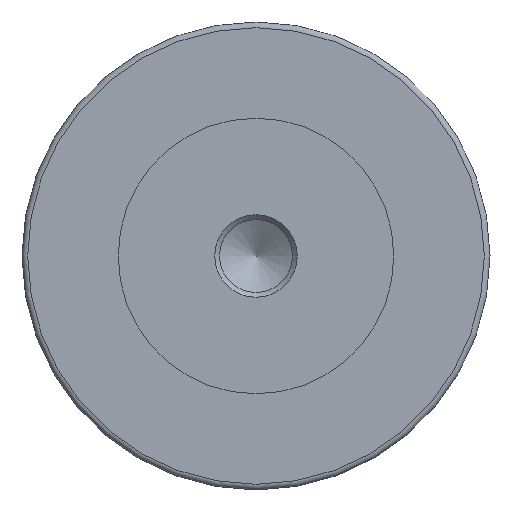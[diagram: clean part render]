
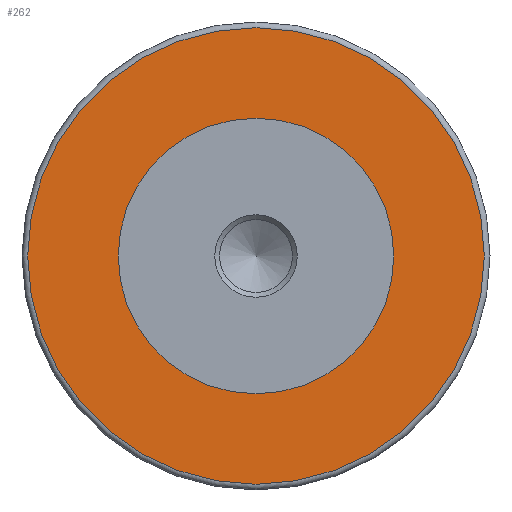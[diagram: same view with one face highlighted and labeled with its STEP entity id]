
A CAD part, left-side view. The second image highlights one B-rep face of the part: STEP entity #262.
In plain terms, the highlighted planar face has unit normal (-1, 0, 0).
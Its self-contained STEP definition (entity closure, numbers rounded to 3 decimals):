
#262 = ADVANCED_FACE( '', ( #483, #484 ), #485, .T. );
#483 = FACE_BOUND( '', #694, .T. );
#484 = FACE_OUTER_BOUND( '', #695, .T. );
#485 = PLANE( '', #696 );
#694 = EDGE_LOOP( '', ( #1001 ) );
#695 = EDGE_LOOP( '', ( #1002 ) );
#696 = AXIS2_PLACEMENT_3D( '', #1003, #1004, #1005 );
#1001 = ORIENTED_EDGE( '', *, *, #1253, .T. );
#1002 = ORIENTED_EDGE( '', *, *, #1153, .F. );
#1003 = CARTESIAN_POINT( '', ( 0., 43.9, 0. ) );
#1004 = DIRECTION( '', ( -1., 0., 0. ) );
#1005 = DIRECTION( '', ( 0., 0., 1. ) );
#1153 = EDGE_CURVE( '', #1290, #1290, #1291, .T. );
#1253 = EDGE_CURVE( '', #1449, #1449, #1450, .T. );
#1290 = VERTEX_POINT( '', #1490 );
#1291 = CIRCLE( '', #1491, 43.9 );
#1449 = VERTEX_POINT( '', #1677 );
#1450 = CIRCLE( '', #1678, 26.5 );
#1490 = CARTESIAN_POINT( '', ( 0., 0., -43.9 ) );
#1491 = AXIS2_PLACEMENT_3D( '', #1722, #1723, #1724 );
#1677 = CARTESIAN_POINT( '', ( 0., 0., -26.5 ) );
#1678 = AXIS2_PLACEMENT_3D( '', #1879, #1880, #1881 );
#1722 = CARTESIAN_POINT( '', ( 0., 0., 0. ) );
#1723 = DIRECTION( '', ( 1., 0., 0. ) );
#1724 = DIRECTION( '', ( 0., 0., -1. ) );
#1879 = CARTESIAN_POINT( '', ( 0., 0., 0. ) );
#1880 = DIRECTION( '', ( 1., 0., 0. ) );
#1881 = DIRECTION( '', ( 0., 0., -1. ) );
